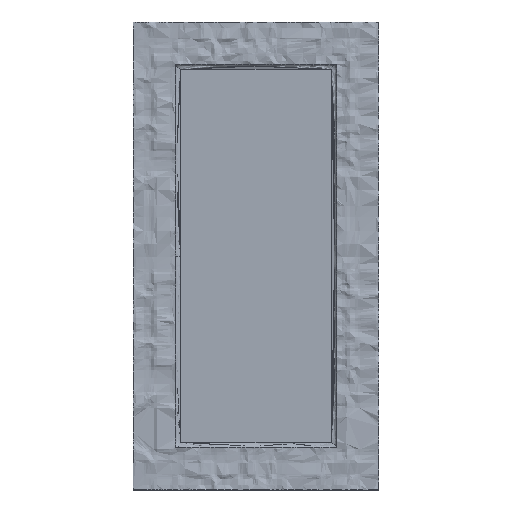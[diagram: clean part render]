
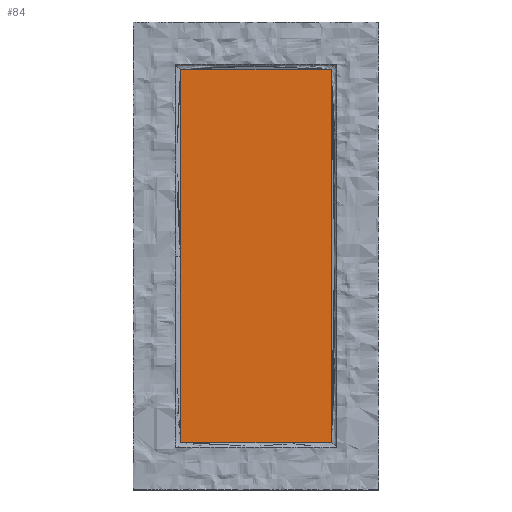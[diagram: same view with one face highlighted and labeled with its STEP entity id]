
A CAD part, top view. The second image highlights one B-rep face of the part: STEP entity #84.
In plain terms, the highlighted planar face has unit normal (0, 0, 1).
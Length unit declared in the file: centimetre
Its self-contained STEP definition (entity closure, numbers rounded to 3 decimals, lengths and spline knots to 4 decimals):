
#84=ADVANCED_FACE($,(#128),#589,.T.);
#128=FACE_OUTER_BOUND($,#182,.T.);
#182=EDGE_LOOP($,(#383,#384,#385,#386));
#383=ORIENTED_EDGE($,*,*,#484,.F.);
#384=ORIENTED_EDGE($,*,*,#483,.F.);
#385=ORIENTED_EDGE($,*,*,#482,.F.);
#386=ORIENTED_EDGE($,*,*,#481,.F.);
#481=EDGE_CURVE($,#553,#554,#684,.T.);
#482=EDGE_CURVE($,#554,#555,#685,.T.);
#483=EDGE_CURVE($,#555,#556,#686,.T.);
#484=EDGE_CURVE($,#556,#553,#687,.T.);
#553=VERTEX_POINT($,#25421);
#554=VERTEX_POINT($,#25422);
#555=VERTEX_POINT($,#25423);
#556=VERTEX_POINT($,#25424);
#589=PLANE($,#804);
#684=B_SPLINE_CURVE_WITH_KNOTS($,1,(#25395,#25396),.UNSPECIFIED.,.F.,.F.,
(2,2),(0.,159.5),.UNSPECIFIED.);
#685=B_SPLINE_CURVE_WITH_KNOTS($,1,(#25397,#25398),.UNSPECIFIED.,.F.,.F.,
(2,2),(0.,64.5),.UNSPECIFIED.);
#686=B_SPLINE_CURVE_WITH_KNOTS($,1,(#25399,#25400),.UNSPECIFIED.,.F.,.F.,
(2,2),(0.,159.5),.UNSPECIFIED.);
#687=B_SPLINE_CURVE_WITH_KNOTS($,1,(#25401,#25402),.UNSPECIFIED.,.F.,.F.,
(2,2),(0.,64.5),.UNSPECIFIED.);
#804=AXIS2_PLACEMENT_3D($,#25416,#832,$);
#832=DIRECTION($,(0.,0.,1.));
#25395=CARTESIAN_POINT($,(20.25,20.25,1.2));
#25396=CARTESIAN_POINT($,(20.25,179.75,1.2));
#25397=CARTESIAN_POINT($,(20.25,179.75,1.2));
#25398=CARTESIAN_POINT($,(84.75,179.75,1.2));
#25399=CARTESIAN_POINT($,(84.75,179.75,1.2));
#25400=CARTESIAN_POINT($,(84.75,20.25,1.2));
#25401=CARTESIAN_POINT($,(84.75,20.25,1.2));
#25402=CARTESIAN_POINT($,(20.25,20.25,1.2));
#25416=CARTESIAN_POINT($,(20.25,20.25,1.2));
#25421=CARTESIAN_POINT($,(20.25,20.25,1.2));
#25422=CARTESIAN_POINT($,(20.25,179.75,1.2));
#25423=CARTESIAN_POINT($,(84.75,179.75,1.2));
#25424=CARTESIAN_POINT($,(84.75,20.25,1.2));
